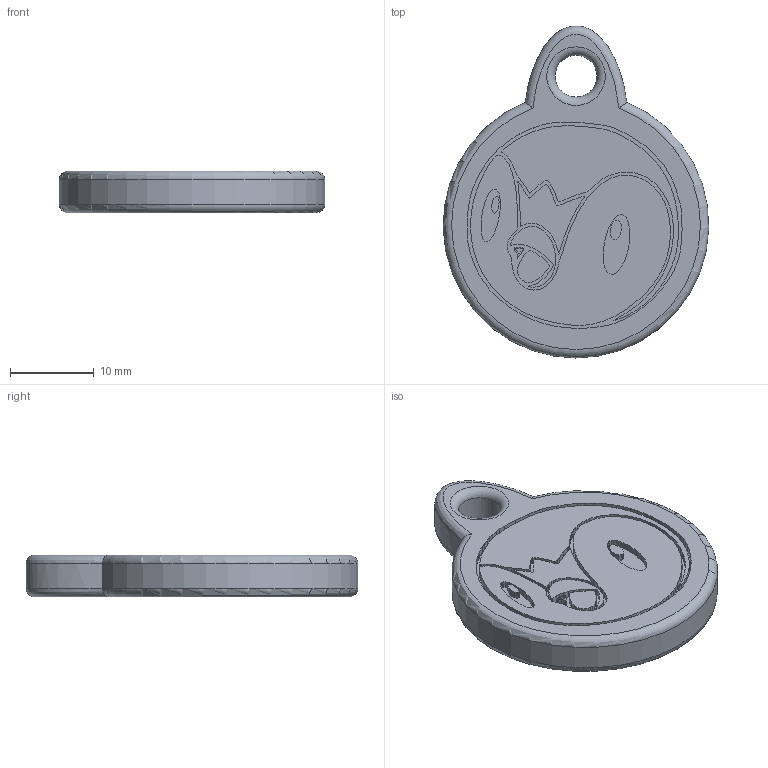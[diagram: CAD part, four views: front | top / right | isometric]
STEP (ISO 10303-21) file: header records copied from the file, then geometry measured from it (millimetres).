
FILE_DESCRIPTION(/* description */ ('STEP AP242','CAx-IF Rec.Pracs.---Representation and Presentation of Product Manufacturing Information (PMI)---4.0---2014-10-13','CAx-IF Rec.Pracs.---3D Tessellated Geometry---0.4---2014-09-14','2;1'),/* implementation_level */ '2;1');
FILE_NAME(/* name */ '6795cc4371a7572ff06793f8',/* time_stamp */ '2025-01-26T05:46:43Z',/* author */ (''),/* organization */ (''),/* preprocessor_version */ 'ST-DEVELOPER v20',/* originating_system */ 'ONSHAPE BY PTC INC, 1.192',/* authorisation */ ' ');
FILE_SCHEMA (('AP242_MANAGED_MODEL_BASED_3D_ENGINEERING_MIM_LF { 1 0 10303 442 1 1 4 }'));
Length unit declared in the file: metre
Products named in the file (1): Part 1
Bounding box: 31.74 x 39.68 x 5 mm (x, y, z)
Volume: 3893.5 mm3; surface area: 3560.4 mm2
Topology: 1 solids, 2 shells, 650 faces, 1896 edges, 1262 vertices
Faces by surface type: plane 640, torus 4, bspline 3, cylinder 3
Full cylindrical faces by diameter (mm): 5 x1, 25.4 x1
Entity records: 21216 total; most frequent: CARTESIAN_POINT 4002, ORIENTED_EDGE 3784, DIRECTION 3190, EDGE_CURVE 1892, LINE 1874, VECTOR 1874, VERTEX_POINT 1262, EDGE_LOOP 668
